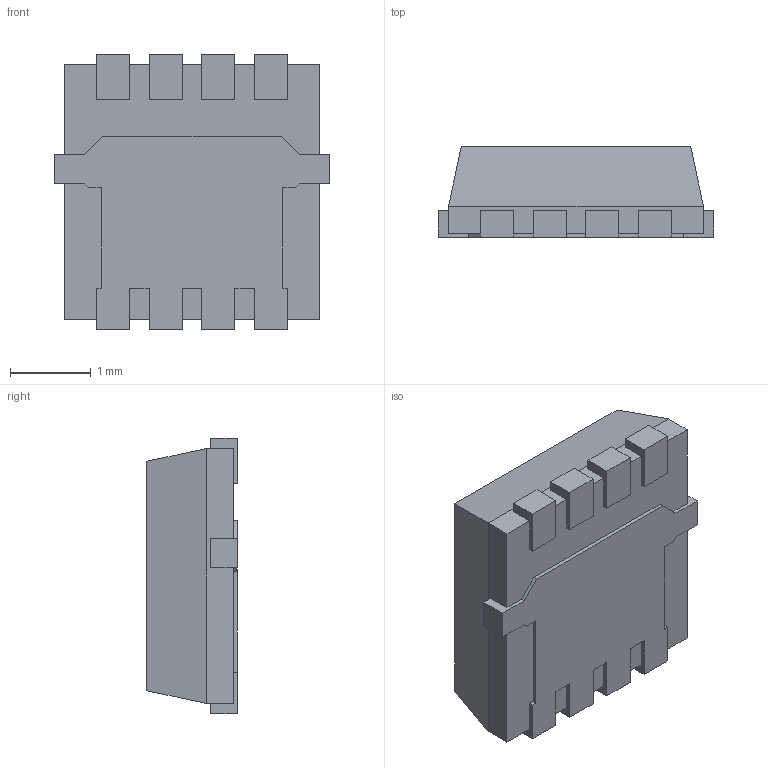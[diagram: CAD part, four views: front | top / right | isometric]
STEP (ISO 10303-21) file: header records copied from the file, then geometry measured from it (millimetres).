
FILE_DESCRIPTION (( 'STEP AP214' ), '1' );
FILE_NAME ('SI7818DN-T1-E3.STEP', '2022-09-08T12:32:38', ( '' ), ( '' ), 'SwSTEP 2.0', 'SolidWorks 2018', '' );
FILE_SCHEMA (( 'AUTOMOTIVE_DESIGN' ));
Length unit declared in the file: millimetre
Products named in the file (1): SI7818DN-T1-E3
Bounding box: 3.4 x 1.12 x 3.4 mm (x, y, z)
Volume: 10.4 mm3; surface area: 54.7 mm2
Topology: 6 solids, 6 shells, 116 faces, 308 edges, 204 vertices
Faces by surface type: plane 116
Entity records: 4237 total; most frequent: CARTESIAN_POINT 629, ORIENTED_EDGE 616, DIRECTION 542, VECTOR 308, EDGE_CURVE 308, LINE 308, VERTEX_POINT 204, AXIS2_PLACEMENT_3D 117
